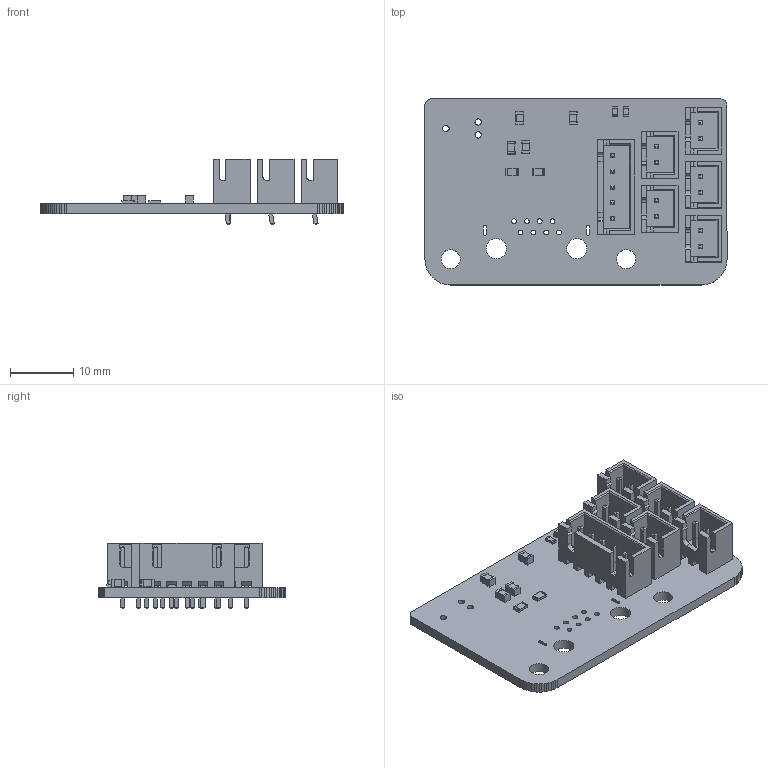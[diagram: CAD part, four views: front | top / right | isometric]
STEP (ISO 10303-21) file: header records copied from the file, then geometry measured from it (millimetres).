
FILE_DESCRIPTION(('KiCad electronic assembly'),'2;1');
FILE_NAME('InputJoyStickSTM32QFN28.step','2023-10-23T20:34:59',('Pcbnew' ),('Kicad'),'Open CASCADE STEP processor 7.6', 'KiCad to STEP converter','Unknown');
FILE_SCHEMA(('AUTOMOTIVE_DESIGN { 1 0 10303 214 1 1 1 1 }'));
Length unit declared in the file: millimetre
Products named in the file (14): InputJoyStickSTM32QFN28 1; R_0805_2012Metric; SOLID; C_0805_2012Metric; JST_XH_B5B-XH-A_1x05_P2.50mm_Vertical; JST_XH_B2B-XH-A_1x02_P2.50mm_Vertical; R_0603_1608Metric; LED_0603_1608Metric; InputJoyStickSTM32QFN28 PCB
Assembly tree (21 placements, depth 3):
  InputJoyStickSTM32QFN28 1
    R_0805_2012Metric  x2
      SOLID
    C_0805_2012Metric  x4
      SOLID
    JST_XH_B5B-XH-A_1x05_P2.50mm_Vertical
      SOLID
    JST_XH_B2B-XH-A_1x02_P2.50mm_Vertical  x5
      SOLID
    R_0603_1608Metric
      SOLID
    LED_0603_1608Metric
      SOLID
    InputJoyStickSTM32QFN28 PCB
Bounding box: 47.66 x 29.35 x 10.4 mm (x, y, z)
Volume: 3206.4 mm3; surface area: 5924.3 mm2
Topology: 15 solids, 15 shells, 969 faces, 2596 edges, 1696 vertices
Faces by surface type: plane 835, cylinder 134
Full cylindrical faces by diameter (mm): 0.76 x8, 0.95 x5, 0.991 x3, 1 x10, 3 x2, 3.2 x2
Entity records: 36571 total; most frequent: CARTESIAN_POINT 6077, DIRECTION 5166, LINE 3772, VECTOR 3772, ORIENTED_EDGE 2712, PCURVE 2712, DEFINITIONAL_REPRESENTATION 2712, EDGE_CURVE 1356
